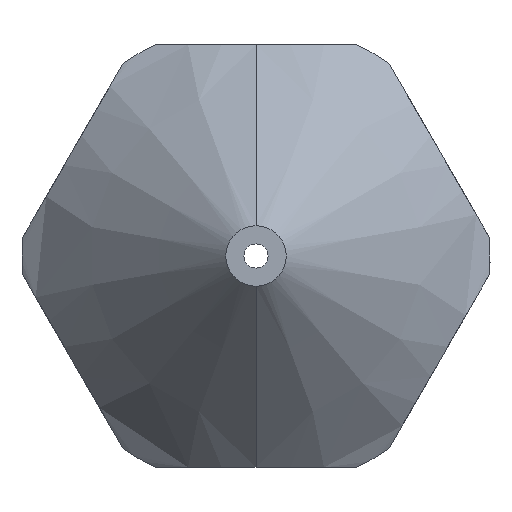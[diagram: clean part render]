
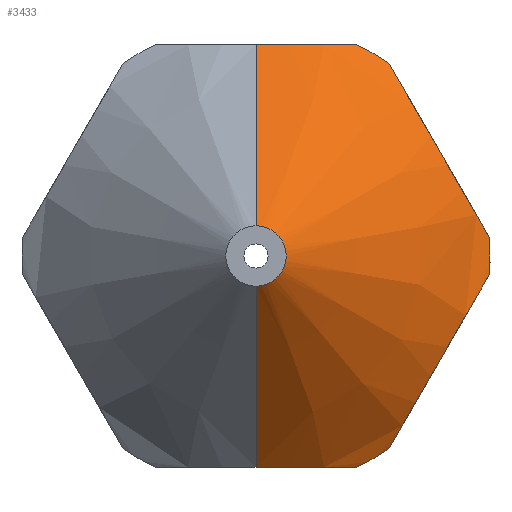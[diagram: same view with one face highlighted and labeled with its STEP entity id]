
A CAD part, front view. The second image highlights one B-rep face of the part: STEP entity #3433.
In plain terms, the highlighted conical face has half-angle 45 degrees and reference radius 3 mm.
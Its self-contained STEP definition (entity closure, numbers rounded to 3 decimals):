
#82 = CARTESIAN_POINT ( 'NONE',  ( 0., 2.5, -3. ) ) ;
#130 = AXIS2_PLACEMENT_3D ( 'NONE', #2626, #2913, #2677 ) ;
#133 = B_SPLINE_CURVE_WITH_KNOTS ( 'NONE', 3,
 ( #2100, #2158, #1638, #1406, #1388, #1370, #1353, #1334, #1296, #1258, #953, #916 ),
 .UNSPECIFIED., .F., .F.,
 ( 4, 2, 2, 2, 2, 4 ),
 ( 0., 0.001, 0.002, 0.002, 0.003, 0.004 ),
 .UNSPECIFIED. ) ;
#254 = EDGE_CURVE ( 'NONE', #5673, #4730, #1988, .T. ) ;
#310 = CARTESIAN_POINT ( 'NONE',  ( 0., 3., 3.5 ) ) ;
#353 = CARTESIAN_POINT ( 'NONE',  ( 0., 3., -3.5 ) ) ;
#358 = B_SPLINE_CURVE_WITH_KNOTS ( 'NONE', 3,
 ( #2185, #2430, #2906, #5367, #4815, #3931, #3950, #526, #4472, #1846, #5292, #2742 ),
 .UNSPECIFIED., .F., .F.,
 ( 4, 2, 2, 2, 2, 4 ),
 ( 0., 0.001, 0.002, 0.002, 0.003, 0.004 ),
 .UNSPECIFIED. ) ;
#373 = CARTESIAN_POINT ( 'NONE',  ( 0.289, 3., -3.5 ) ) ;
#411 = CARTESIAN_POINT ( 'NONE',  ( 0.572, 3.036, -3.5 ) ) ;
#431 = CARTESIAN_POINT ( 'NONE',  ( 1.127, 3.167, -3.5 ) ) ;
#469 = CARTESIAN_POINT ( 'NONE',  ( 0., 0., -0.5 ) ) ;
#526 = CARTESIAN_POINT ( 'NONE',  ( 2.89, 3., -1.994 ) ) ;
#642 = ORIENTED_EDGE ( 'NONE', *, *, #3945, .F. ) ;
#666 = CARTESIAN_POINT ( 'NONE',  ( 0., 0., 0.5 ) ) ;
#916 = CARTESIAN_POINT ( 'NONE',  ( 3.863, 3.375, 0.31 ) ) ;
#953 = CARTESIAN_POINT ( 'NONE',  ( 3.73, 3.261, 0.539 ) ) ;
#1101 = VERTEX_POINT ( 'NONE', #4693 ) ;
#1258 = CARTESIAN_POINT ( 'NONE',  ( 3.593, 3.166, 0.777 ) ) ;
#1296 = CARTESIAN_POINT ( 'NONE',  ( 3.313, 3.035, 1.261 ) ) ;
#1315 = CARTESIAN_POINT ( 'NONE',  ( 1.663, 3.375, -3.5 ) ) ;
#1334 = CARTESIAN_POINT ( 'NONE',  ( 3.172, 3., 1.506 ) ) ;
#1353 = CARTESIAN_POINT ( 'NONE',  ( 2.956, 3., 1.879 ) ) ;
#1370 = CARTESIAN_POINT ( 'NONE',  ( 2.884, 3.01, 2.005 ) ) ;
#1388 = CARTESIAN_POINT ( 'NONE',  ( 2.741, 3.045, 2.252 ) ) ;
#1406 = CARTESIAN_POINT ( 'NONE',  ( 2.671, 3.071, 2.373 ) ) ;
#1419 = CIRCLE ( 'NONE', #5679, 3.875 ) ;
#1424 = DIRECTION ( 'NONE',  ( 0., -1., 0. ) ) ;
#1478 = EDGE_CURVE ( 'NONE', #2174, #3364, #358, .T. ) ;
#1521 = EDGE_LOOP ( 'NONE', ( #2130, #3601, #1896, #642, #4583, #4930, #3145, #4327, #5246, #2618 ) ) ;
#1638 = CARTESIAN_POINT ( 'NONE',  ( 2.464, 3.169, 2.732 ) ) ;
#1846 = CARTESIAN_POINT ( 'NONE',  ( 2.469, 3.166, -2.723 ) ) ;
#1896 = ORIENTED_EDGE ( 'NONE', *, *, #3397, .F. ) ;
#1988 = LINE ( 'NONE', #82, #4688 ) ;
#2100 = CARTESIAN_POINT ( 'NONE',  ( 2.2, 3.375, 3.19 ) ) ;
#2130 = ORIENTED_EDGE ( 'NONE', *, *, #2288, .F. ) ;
#2144 = B_SPLINE_CURVE_WITH_KNOTS ( 'NONE', 3,
 ( #3326, #3341, #431, #411, #373, #353 ),
 .UNSPECIFIED., .F., .F.,
 ( 4, 2, 4 ),
 ( 0.016, 0.017, 0.017 ),
 .UNSPECIFIED. ) ;
#2158 = CARTESIAN_POINT ( 'NONE',  ( 2.33, 3.263, 2.963 ) ) ;
#2174 = VERTEX_POINT ( 'NONE', #5653 ) ;
#2185 = CARTESIAN_POINT ( 'NONE',  ( 3.863, 3.375, -0.31 ) ) ;
#2288 = EDGE_CURVE ( 'NONE', #5673, #5020, #5121, .T. ) ;
#2430 = CARTESIAN_POINT ( 'NONE',  ( 3.732, 3.263, -0.537 ) ) ;
#2525 = CARTESIAN_POINT ( 'NONE',  ( 0., 2.5, 3. ) ) ;
#2540 = CARTESIAN_POINT ( 'NONE',  ( 2.2, 3.375, 3.19 ) ) ;
#2569 = EDGE_CURVE ( 'NONE', #5020, #4720, #5665, .T. ) ;
#2593 = AXIS2_PLACEMENT_3D ( 'NONE', #2628, #2661, #3513 ) ;
#2596 = VERTEX_POINT ( 'NONE', #1315 ) ;
#2618 = ORIENTED_EDGE ( 'NONE', *, *, #2569, .F. ) ;
#2626 = CARTESIAN_POINT ( 'NONE',  ( 0., 2.5, 0. ) ) ;
#2628 = CARTESIAN_POINT ( 'NONE',  ( 0., 3.375, 0. ) ) ;
#2661 = DIRECTION ( 'NONE',  ( 0., 1., 0. ) ) ;
#2677 = DIRECTION ( 'NONE',  ( 0., 0., 1. ) ) ;
#2742 = CARTESIAN_POINT ( 'NONE',  ( 2.2, 3.375, -3.19 ) ) ;
#2906 = CARTESIAN_POINT ( 'NONE',  ( 3.598, 3.169, -0.768 ) ) ;
#2913 = DIRECTION ( 'NONE',  ( 0., 1., 0. ) ) ;
#2983 = CARTESIAN_POINT ( 'NONE',  ( 1.663, 3.375, 3.5 ) ) ;
#3010 = DIRECTION ( 'NONE',  ( 0., 0.707, 0.707 ) ) ;
#3103 = DIRECTION ( 'NONE',  ( 0., 0., 1. ) ) ;
#3109 = DIRECTION ( 'NONE',  ( 0., 0., -1. ) ) ;
#3145 = ORIENTED_EDGE ( 'NONE', *, *, #3452, .F. ) ;
#3181 = B_SPLINE_CURVE_WITH_KNOTS ( 'NONE', 3,
 ( #3403, #3302, #3687, #3636, #3708, #3233 ),
 .UNSPECIFIED., .F., .F.,
 ( 4, 2, 4 ),
 ( 0.017, 0.018, 0.019 ),
 .UNSPECIFIED. ) ;
#3233 = CARTESIAN_POINT ( 'NONE',  ( 1.663, 3.375, 3.5 ) ) ;
#3288 = CARTESIAN_POINT ( 'NONE',  ( 0., 3.375, 0. ) ) ;
#3296 = VERTEX_POINT ( 'NONE', #2983 ) ;
#3302 = CARTESIAN_POINT ( 'NONE',  ( 0.289, 3., 3.5 ) ) ;
#3326 = CARTESIAN_POINT ( 'NONE',  ( 1.663, 3.375, -3.5 ) ) ;
#3341 = CARTESIAN_POINT ( 'NONE',  ( 1.401, 3.262, -3.5 ) ) ;
#3364 = VERTEX_POINT ( 'NONE', #5321 ) ;
#3397 = EDGE_CURVE ( 'NONE', #2596, #4730, #2144, .T. ) ;
#3403 = CARTESIAN_POINT ( 'NONE',  ( 0., 3., 3.5 ) ) ;
#3433 = ADVANCED_FACE ( 'NONE', ( #3928 ), #4489, .T. ) ;
#3452 = EDGE_CURVE ( 'NONE', #4949, #1101, #133, .T. ) ;
#3495 = VECTOR ( 'NONE', #3010, 1000. ) ;
#3513 = DIRECTION ( 'NONE',  ( 0., 0., 1. ) ) ;
#3553 = AXIS2_PLACEMENT_3D ( 'NONE', #3821, #4430, #3103 ) ;
#3601 = ORIENTED_EDGE ( 'NONE', *, *, #254, .T. ) ;
#3636 = CARTESIAN_POINT ( 'NONE',  ( 1.127, 3.167, 3.5 ) ) ;
#3685 = CIRCLE ( 'NONE', #3553, 3.875 ) ;
#3687 = CARTESIAN_POINT ( 'NONE',  ( 0.572, 3.036, 3.5 ) ) ;
#3708 = CARTESIAN_POINT ( 'NONE',  ( 1.401, 3.262, 3.5 ) ) ;
#3749 = EDGE_CURVE ( 'NONE', #1101, #2174, #1419, .T. ) ;
#3821 = CARTESIAN_POINT ( 'NONE',  ( 0., 3.375, 0. ) ) ;
#3900 = EDGE_CURVE ( 'NONE', #3296, #4949, #3685, .T. ) ;
#3928 = FACE_OUTER_BOUND ( 'NONE', #1521, .T. ) ;
#3931 = CARTESIAN_POINT ( 'NONE',  ( 3.179, 3.01, -1.495 ) ) ;
#3945 = EDGE_CURVE ( 'NONE', #3364, #2596, #5382, .T. ) ;
#3950 = CARTESIAN_POINT ( 'NONE',  ( 3.106, 3., -1.621 ) ) ;
#4037 = CARTESIAN_POINT ( 'NONE',  ( 0., 0., 0. ) ) ;
#4199 = AXIS2_PLACEMENT_3D ( 'NONE', #4037, #1424, #3109 ) ;
#4327 = ORIENTED_EDGE ( 'NONE', *, *, #3900, .F. ) ;
#4430 = DIRECTION ( 'NONE',  ( 0., 1., 0. ) ) ;
#4472 = CARTESIAN_POINT ( 'NONE',  ( 2.749, 3.035, -2.239 ) ) ;
#4489 = CONICAL_SURFACE ( 'NONE', #130, 3., 0.785 ) ;
#4583 = ORIENTED_EDGE ( 'NONE', *, *, #1478, .F. ) ;
#4688 = VECTOR ( 'NONE', #5269, 1000. ) ;
#4693 = CARTESIAN_POINT ( 'NONE',  ( 3.863, 3.375, 0.31 ) ) ;
#4720 = VERTEX_POINT ( 'NONE', #310 ) ;
#4730 = VERTEX_POINT ( 'NONE', #5405 ) ;
#4815 = CARTESIAN_POINT ( 'NONE',  ( 3.321, 3.045, -1.248 ) ) ;
#4930 = ORIENTED_EDGE ( 'NONE', *, *, #3749, .F. ) ;
#4949 = VERTEX_POINT ( 'NONE', #2540 ) ;
#5020 = VERTEX_POINT ( 'NONE', #666 ) ;
#5121 = CIRCLE ( 'NONE', #4199, 0.5 ) ;
#5246 = ORIENTED_EDGE ( 'NONE', *, *, #5369, .F. ) ;
#5269 = DIRECTION ( 'NONE',  ( 0., 0.707, -0.707 ) ) ;
#5292 = CARTESIAN_POINT ( 'NONE',  ( 2.332, 3.261, -2.961 ) ) ;
#5321 = CARTESIAN_POINT ( 'NONE',  ( 2.2, 3.375, -3.19 ) ) ;
#5326 = DIRECTION ( 'NONE',  ( 0., 1., 0. ) ) ;
#5361 = DIRECTION ( 'NONE',  ( 0., 0., 1. ) ) ;
#5367 = CARTESIAN_POINT ( 'NONE',  ( 3.391, 3.071, -1.127 ) ) ;
#5369 = EDGE_CURVE ( 'NONE', #4720, #3296, #3181, .T. ) ;
#5382 = CIRCLE ( 'NONE', #2593, 3.875 ) ;
#5405 = CARTESIAN_POINT ( 'NONE',  ( 0., 3., -3.5 ) ) ;
#5653 = CARTESIAN_POINT ( 'NONE',  ( 3.863, 3.375, -0.31 ) ) ;
#5665 = LINE ( 'NONE', #2525, #3495 ) ;
#5673 = VERTEX_POINT ( 'NONE', #469 ) ;
#5679 = AXIS2_PLACEMENT_3D ( 'NONE', #3288, #5326, #5361 ) ;
